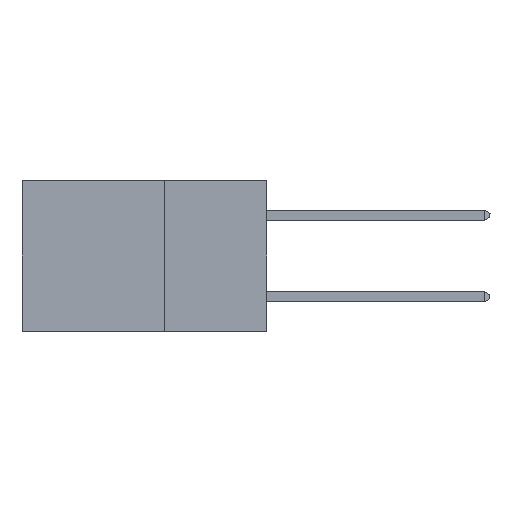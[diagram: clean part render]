
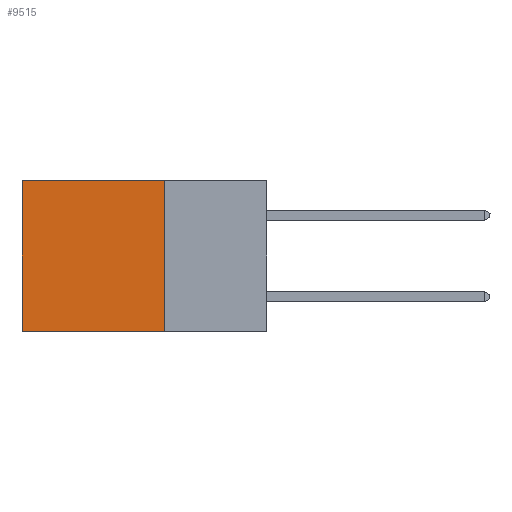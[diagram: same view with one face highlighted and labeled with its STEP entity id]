
A CAD part, left-side view. The second image highlights one B-rep face of the part: STEP entity #9515.
In plain terms, the highlighted planar face has unit normal (-1, 0, 0).
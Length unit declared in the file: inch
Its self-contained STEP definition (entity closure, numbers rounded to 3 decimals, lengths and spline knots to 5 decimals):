
#124 = DIRECTION ( 'NONE',  ( 0., 0., -1. ) ) ;
#156 = CARTESIAN_POINT ( 'NONE',  ( 0.2875, 0.25, 0. ) ) ;
#980 = ORIENTED_EDGE ( 'NONE', *, *, #14029, .T. ) ;
#1276 = CARTESIAN_POINT ( 'NONE',  ( 0.2875, 0.6, 0. ) ) ;
#3977 = DIRECTION ( 'NONE',  ( 1., 0., 0. ) ) ;
#4067 = AXIS2_PLACEMENT_3D ( 'NONE', #10730, #3977, #11878 ) ;
#4108 = VECTOR ( 'NONE', #12684, 39.37008 ) ;
#4325 = CARTESIAN_POINT ( 'NONE',  ( 0.2875, 0.25, 0. ) ) ;
#4375 = VERTEX_POINT ( 'NONE', #9699 ) ;
#4612 = VERTEX_POINT ( 'NONE', #5612 ) ;
#4748 = ORIENTED_EDGE ( 'NONE', *, *, #11555, .F. ) ;
#5612 = CARTESIAN_POINT ( 'NONE',  ( 0.2875, 0.25, -0.37 ) ) ;
#5876 = LINE ( 'NONE', #1276, #8854 ) ;
#6215 = CARTESIAN_POINT ( 'NONE',  ( 0.2875, 0.25, -0.37 ) ) ;
#6309 = ORIENTED_EDGE ( 'NONE', *, *, #11800, .T. ) ;
#6744 = LINE ( 'NONE', #6215, #14625 ) ;
#7344 = DIRECTION ( 'NONE',  ( 0., 1., 0. ) ) ;
#7636 = DIRECTION ( 'NONE',  ( 0., 0., -1. ) ) ;
#8675 = VERTEX_POINT ( 'NONE', #12153 ) ;
#8690 = VECTOR ( 'NONE', #7636, 39.37008 ) ;
#8854 = VECTOR ( 'NONE', #124, 39.37008 ) ;
#9515 = ADVANCED_FACE ( 'NONE', ( #11945 ), #12947, .F. ) ;
#9699 = CARTESIAN_POINT ( 'NONE',  ( 0.2875, 0.25, 0. ) ) ;
#9849 = VERTEX_POINT ( 'NONE', #13567 ) ;
#10730 = CARTESIAN_POINT ( 'NONE',  ( 0.2875, 0.25, 0. ) ) ;
#11344 = ORIENTED_EDGE ( 'NONE', *, *, #12916, .F. ) ;
#11555 = EDGE_CURVE ( 'NONE', #4375, #4612, #14669, .T. ) ;
#11800 = EDGE_CURVE ( 'NONE', #9849, #8675, #5876, .T. ) ;
#11878 = DIRECTION ( 'NONE',  ( 0., 0., -1. ) ) ;
#11945 = FACE_OUTER_BOUND ( 'NONE', #12769, .T. ) ;
#12153 = CARTESIAN_POINT ( 'NONE',  ( 0.2875, 0.6, -0.37 ) ) ;
#12684 = DIRECTION ( 'NONE',  ( 0., 1., 0. ) ) ;
#12769 = EDGE_LOOP ( 'NONE', ( #6309, #11344, #4748, #980 ) ) ;
#12916 = EDGE_CURVE ( 'NONE', #4612, #8675, #6744, .T. ) ;
#12947 = PLANE ( 'NONE',  #4067 ) ;
#13095 = LINE ( 'NONE', #156, #4108 ) ;
#13567 = CARTESIAN_POINT ( 'NONE',  ( 0.2875, 0.6, 0. ) ) ;
#14029 = EDGE_CURVE ( 'NONE', #4375, #9849, #13095, .T. ) ;
#14625 = VECTOR ( 'NONE', #7344, 39.37008 ) ;
#14669 = LINE ( 'NONE', #4325, #8690 ) ;
